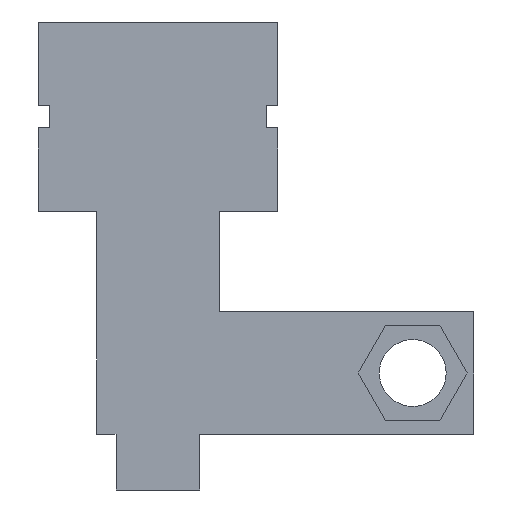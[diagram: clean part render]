
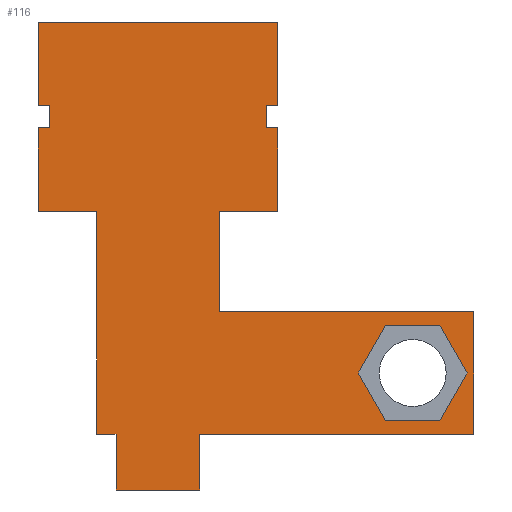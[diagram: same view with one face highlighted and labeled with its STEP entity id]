
A CAD part, left-side view. The second image highlights one B-rep face of the part: STEP entity #116.
In plain terms, the highlighted planar face has unit normal (-1, 0, 0).
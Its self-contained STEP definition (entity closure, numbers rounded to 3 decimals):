
#116=ADVANCED_FACE('',(#428,#430),#432,.F.);
#428=FACE_BOUND('',#429,.T.);
#429=EDGE_LOOP('',(#692,#693,#694,#695,#696,#697,#698,#699,#700,#701,#702,#703,#704,
#705,#706,#707,#708,#709,#710,#711,#712,#713));
#430=FACE_BOUND('',#431,.T.);
#431=EDGE_LOOP('',(#714,#715,#716,#717,#718,#719));
#432=PLANE('',#433);
#433=AXIS2_PLACEMENT_3D('',#434,#435,#436);
#434=CARTESIAN_POINT('',(0.,0.,0.));
#435=DIRECTION('',(1.,0.,0.));
#436=DIRECTION('',(0.,1.,0.));
#692=ORIENTED_EDGE('',*,*,#873,.F.);
#693=ORIENTED_EDGE('',*,*,#874,.F.);
#694=ORIENTED_EDGE('',*,*,#875,.F.);
#695=ORIENTED_EDGE('',*,*,#876,.F.);
#696=ORIENTED_EDGE('',*,*,#877,.F.);
#697=ORIENTED_EDGE('',*,*,#878,.F.);
#698=ORIENTED_EDGE('',*,*,#879,.F.);
#699=ORIENTED_EDGE('',*,*,#880,.F.);
#700=ORIENTED_EDGE('',*,*,#881,.F.);
#701=ORIENTED_EDGE('',*,*,#882,.F.);
#702=ORIENTED_EDGE('',*,*,#883,.F.);
#703=ORIENTED_EDGE('',*,*,#884,.F.);
#704=ORIENTED_EDGE('',*,*,#885,.F.);
#705=ORIENTED_EDGE('',*,*,#886,.F.);
#706=ORIENTED_EDGE('',*,*,#887,.F.);
#707=ORIENTED_EDGE('',*,*,#888,.F.);
#708=ORIENTED_EDGE('',*,*,#889,.F.);
#709=ORIENTED_EDGE('',*,*,#839,.T.);
#710=ORIENTED_EDGE('',*,*,#872,.F.);
#711=ORIENTED_EDGE('',*,*,#890,.F.);
#712=ORIENTED_EDGE('',*,*,#891,.F.);
#713=ORIENTED_EDGE('',*,*,#892,.F.);
#714=ORIENTED_EDGE('',*,*,#893,.T.);
#715=ORIENTED_EDGE('',*,*,#894,.T.);
#716=ORIENTED_EDGE('',*,*,#895,.T.);
#717=ORIENTED_EDGE('',*,*,#896,.T.);
#718=ORIENTED_EDGE('',*,*,#897,.T.);
#719=ORIENTED_EDGE('',*,*,#898,.T.);
#839=EDGE_CURVE('',#944,#942,#945,.T.);
#872=EDGE_CURVE('',#1002,#942,#1004,.T.);
#873=EDGE_CURVE('',#1005,#1006,#1007,.T.);
#874=EDGE_CURVE('',#1008,#1005,#1009,.T.);
#875=EDGE_CURVE('',#1010,#1008,#1011,.T.);
#876=EDGE_CURVE('',#1012,#1010,#1013,.T.);
#877=EDGE_CURVE('',#1014,#1012,#1015,.T.);
#878=EDGE_CURVE('',#1016,#1014,#1017,.T.);
#879=EDGE_CURVE('',#1018,#1016,#1019,.T.);
#880=EDGE_CURVE('',#1020,#1018,#1021,.T.);
#881=EDGE_CURVE('',#1022,#1020,#1023,.T.);
#882=EDGE_CURVE('',#1024,#1022,#1025,.T.);
#883=EDGE_CURVE('',#1026,#1024,#1027,.T.);
#884=EDGE_CURVE('',#1028,#1026,#1029,.T.);
#885=EDGE_CURVE('',#1030,#1028,#1031,.T.);
#886=EDGE_CURVE('',#1032,#1030,#1033,.T.);
#887=EDGE_CURVE('',#1034,#1032,#1035,.T.);
#888=EDGE_CURVE('',#1036,#1034,#1037,.T.);
#889=EDGE_CURVE('',#944,#1036,#1038,.T.);
#890=EDGE_CURVE('',#1039,#1002,#1040,.T.);
#891=EDGE_CURVE('',#1041,#1039,#1042,.T.);
#892=EDGE_CURVE('',#1006,#1041,#1043,.T.);
#893=EDGE_CURVE('',#1044,#1045,#1046,.T.);
#894=EDGE_CURVE('',#1045,#1047,#1048,.T.);
#895=EDGE_CURVE('',#1047,#1049,#1050,.T.);
#896=EDGE_CURVE('',#1049,#1051,#1052,.T.);
#897=EDGE_CURVE('',#1051,#1053,#1054,.T.);
#898=EDGE_CURVE('',#1053,#1044,#1055,.T.);
#942=VERTEX_POINT('',#1116);
#944=VERTEX_POINT('',#1120);
#945=LINE('',#1121,#1122);
#1002=VERTEX_POINT('',#1243);
#1004=LINE('',#1247,#1248);
#1005=VERTEX_POINT('',#1250);
#1006=VERTEX_POINT('',#1251);
#1007=LINE('',#1252,#1253);
#1008=VERTEX_POINT('',#1255);
#1009=LINE('',#1256,#1257);
#1010=VERTEX_POINT('',#1259);
#1011=LINE('',#1260,#1261);
#1012=VERTEX_POINT('',#1263);
#1013=LINE('',#1264,#1265);
#1014=VERTEX_POINT('',#1267);
#1015=LINE('',#1268,#1269);
#1016=VERTEX_POINT('',#1271);
#1017=LINE('',#1272,#1273);
#1018=VERTEX_POINT('',#1275);
#1019=LINE('',#1276,#1277);
#1020=VERTEX_POINT('',#1279);
#1021=LINE('',#1280,#1281);
#1022=VERTEX_POINT('',#1283);
#1023=LINE('',#1284,#1285);
#1024=VERTEX_POINT('',#1287);
#1025=LINE('',#1288,#1289);
#1026=VERTEX_POINT('',#1291);
#1027=LINE('',#1292,#1293);
#1028=VERTEX_POINT('',#1295);
#1029=LINE('',#1296,#1297);
#1030=VERTEX_POINT('',#1299);
#1031=LINE('',#1300,#1301);
#1032=VERTEX_POINT('',#1303);
#1033=LINE('',#1304,#1305);
#1034=VERTEX_POINT('',#1307);
#1035=LINE('',#1308,#1309);
#1036=VERTEX_POINT('',#1311);
#1037=LINE('',#1312,#1313);
#1038=LINE('',#1315,#1316);
#1039=VERTEX_POINT('',#1318);
#1040=LINE('',#1319,#1320);
#1041=VERTEX_POINT('',#1322);
#1042=LINE('',#1323,#1324);
#1043=LINE('',#1326,#1327);
#1044=VERTEX_POINT('',#1329);
#1045=VERTEX_POINT('',#1330);
#1046=LINE('',#1331,#1332);
#1047=VERTEX_POINT('',#1334);
#1048=LINE('',#1335,#1336);
#1049=VERTEX_POINT('',#1338);
#1050=LINE('',#1339,#1340);
#1051=VERTEX_POINT('',#1342);
#1052=LINE('',#1343,#1344);
#1053=VERTEX_POINT('',#1346);
#1054=LINE('',#1347,#1348);
#1055=LINE('',#1350,#1351);
#1116=CARTESIAN_POINT('',(0.,38.25,-21.));
#1120=CARTESIAN_POINT('',(0.,53.25,-21.));
#1121=CARTESIAN_POINT('',(0.,53.25,-21.));
#1122=VECTOR('',#1123,1.);
#1123=DIRECTION('',(0.,-1.,0.));
#1243=CARTESIAN_POINT('',(0.,38.25,-11.));
#1247=CARTESIAN_POINT('',(0.,38.25,-11.));
#1248=VECTOR('',#1249,1.);
#1249=DIRECTION('',(0.,0.,-1.));
#1250=CARTESIAN_POINT('',(0.,34.75,29.));
#1251=CARTESIAN_POINT('',(0.,34.75,11.));
#1252=CARTESIAN_POINT('',(0.,34.75,29.));
#1253=VECTOR('',#1254,1.);
#1254=DIRECTION('',(0.,0.,-1.));
#1255=CARTESIAN_POINT('',(0.,24.25,29.));
#1256=CARTESIAN_POINT('',(0.,24.25,29.));
#1257=VECTOR('',#1258,1.);
#1258=DIRECTION('',(0.,1.,0.));
#1259=CARTESIAN_POINT('',(0.,24.25,44.));
#1260=CARTESIAN_POINT('',(0.,24.25,44.));
#1261=VECTOR('',#1262,1.);
#1262=DIRECTION('',(0.,0.,-1.));
#1263=CARTESIAN_POINT('',(0.,26.25,44.));
#1264=CARTESIAN_POINT('',(0.,26.25,44.));
#1265=VECTOR('',#1266,1.);
#1266=DIRECTION('',(0.,-1.,0.));
#1267=CARTESIAN_POINT('',(0.,26.25,48.));
#1268=CARTESIAN_POINT('',(0.,26.25,48.));
#1269=VECTOR('',#1270,1.);
#1270=DIRECTION('',(0.,0.,-1.));
#1271=CARTESIAN_POINT('',(0.,24.25,48.));
#1272=CARTESIAN_POINT('',(0.,24.25,48.));
#1273=VECTOR('',#1274,1.);
#1274=DIRECTION('',(0.,1.,0.));
#1275=CARTESIAN_POINT('',(0.,24.25,63.));
#1276=CARTESIAN_POINT('',(0.,24.25,63.));
#1277=VECTOR('',#1278,1.);
#1278=DIRECTION('',(0.,0.,-1.));
#1279=CARTESIAN_POINT('',(0.,67.25,63.));
#1280=CARTESIAN_POINT('',(0.,67.25,63.));
#1281=VECTOR('',#1282,1.);
#1282=DIRECTION('',(0.,-1.,0.));
#1283=CARTESIAN_POINT('',(0.,67.25,48.));
#1284=CARTESIAN_POINT('',(0.,67.25,48.));
#1285=VECTOR('',#1286,1.);
#1286=DIRECTION('',(0.,0.,1.));
#1287=CARTESIAN_POINT('',(0.,65.25,48.));
#1288=CARTESIAN_POINT('',(0.,65.25,48.));
#1289=VECTOR('',#1290,1.);
#1290=DIRECTION('',(0.,1.,0.));
#1291=CARTESIAN_POINT('',(0.,65.25,44.));
#1292=CARTESIAN_POINT('',(0.,65.25,44.));
#1293=VECTOR('',#1294,1.);
#1294=DIRECTION('',(0.,0.,1.));
#1295=CARTESIAN_POINT('',(0.,67.25,44.));
#1296=CARTESIAN_POINT('',(0.,67.25,44.));
#1297=VECTOR('',#1298,1.);
#1298=DIRECTION('',(0.,-1.,0.));
#1299=CARTESIAN_POINT('',(0.,67.25,29.));
#1300=CARTESIAN_POINT('',(0.,67.25,29.));
#1301=VECTOR('',#1302,1.);
#1302=DIRECTION('',(0.,0.,1.));
#1303=CARTESIAN_POINT('',(0.,56.75,29.));
#1304=CARTESIAN_POINT('',(0.,56.75,29.));
#1305=VECTOR('',#1306,1.);
#1306=DIRECTION('',(0.,1.,0.));
#1307=CARTESIAN_POINT('',(0.,56.75,-11.));
#1308=CARTESIAN_POINT('',(0.,56.75,-11.));
#1309=VECTOR('',#1310,1.);
#1310=DIRECTION('',(0.,0.,1.));
#1311=CARTESIAN_POINT('',(0.,53.25,-11.));
#1312=CARTESIAN_POINT('',(0.,53.25,-11.));
#1313=VECTOR('',#1314,1.);
#1314=DIRECTION('',(0.,1.,0.));
#1315=CARTESIAN_POINT('',(0.,53.25,-21.));
#1316=VECTOR('',#1317,1.);
#1317=DIRECTION('',(0.,0.,1.));
#1318=CARTESIAN_POINT('',(0.,-11.,-11.));
#1319=CARTESIAN_POINT('',(0.,-11.,-11.));
#1320=VECTOR('',#1321,1.);
#1321=DIRECTION('',(0.,1.,0.));
#1322=CARTESIAN_POINT('',(0.,-11.,11.));
#1323=CARTESIAN_POINT('',(0.,-11.,11.));
#1324=VECTOR('',#1325,1.);
#1325=DIRECTION('',(0.,0.,-1.));
#1326=CARTESIAN_POINT('',(0.,34.75,11.));
#1327=VECTOR('',#1328,1.);
#1328=DIRECTION('',(0.,-1.,0.));
#1329=CARTESIAN_POINT('',(0.,-9.75,0.));
#1330=CARTESIAN_POINT('',(0.,-4.875,-8.444));
#1331=CARTESIAN_POINT('',(0.,-9.75,0.));
#1332=VECTOR('',#1333,1.);
#1333=DIRECTION('',(0.,0.5,-0.866));
#1334=CARTESIAN_POINT('',(0.,4.875,-8.444));
#1335=CARTESIAN_POINT('',(0.,-4.875,-8.444));
#1336=VECTOR('',#1337,1.);
#1337=DIRECTION('',(0.,1.,0.));
#1338=CARTESIAN_POINT('',(0.,9.75,0.));
#1339=CARTESIAN_POINT('',(0.,4.875,-8.444));
#1340=VECTOR('',#1341,1.);
#1341=DIRECTION('',(0.,0.5,0.866));
#1342=CARTESIAN_POINT('',(0.,4.875,8.444));
#1343=CARTESIAN_POINT('',(0.,9.75,0.));
#1344=VECTOR('',#1345,1.);
#1345=DIRECTION('',(0.,-0.5,0.866));
#1346=CARTESIAN_POINT('',(0.,-4.875,8.444));
#1347=CARTESIAN_POINT('',(0.,4.875,8.444));
#1348=VECTOR('',#1349,1.);
#1349=DIRECTION('',(0.,-1.,0.));
#1350=CARTESIAN_POINT('',(0.,-4.875,8.444));
#1351=VECTOR('',#1352,1.);
#1352=DIRECTION('',(0.,-0.5,-0.866));
